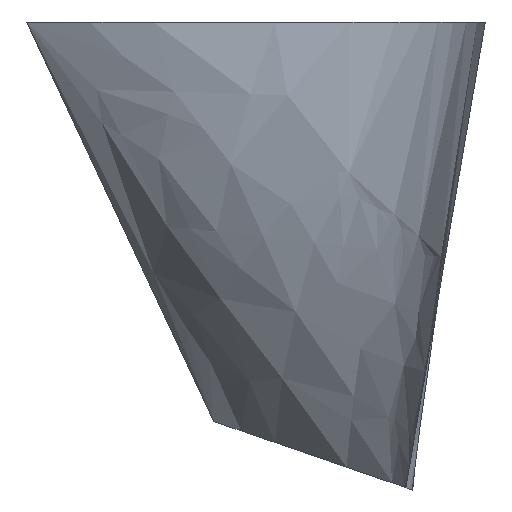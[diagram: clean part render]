
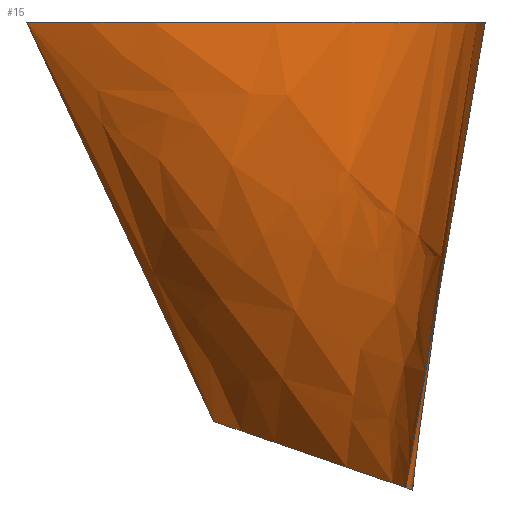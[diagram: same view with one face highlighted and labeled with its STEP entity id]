
A CAD part, front view. The second image highlights one B-rep face of the part: STEP entity #15.
In plain terms, the highlighted free-form (B-spline) face has degree [1, 3] with [2, 4] control points.
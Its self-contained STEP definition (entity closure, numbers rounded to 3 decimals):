
#15=ADVANCED_FACE('',(#16),#50,.T.);
#16=FACE_OUTER_BOUND('',#17,.T.);
#17=EDGE_LOOP('',(#18,#19,#20,#21));
#18=ORIENTED_EDGE('',*,*,#34,.T.);
#19=ORIENTED_EDGE('',*,*,#35,.T.);
#20=ORIENTED_EDGE('',*,*,#36,.T.);
#21=ORIENTED_EDGE('',*,*,#37,.T.);
#22=PCURVE('',#50,#26);
#23=PCURVE('',#50,#27);
#24=PCURVE('',#50,#28);
#25=PCURVE('',#50,#29);
#26=DEFINITIONAL_REPRESENTATION('',(#39),#110);
#27=DEFINITIONAL_REPRESENTATION('',(#41),#110);
#28=DEFINITIONAL_REPRESENTATION('',(#43),#110);
#29=DEFINITIONAL_REPRESENTATION('',(#45),#110);
#30=SURFACE_CURVE('',#38,(#22),.PCURVE_S1.);
#31=SURFACE_CURVE('',#40,(#23),.PCURVE_S1.);
#32=SURFACE_CURVE('',#42,(#24),.PCURVE_S1.);
#33=SURFACE_CURVE('',#44,(#25),.PCURVE_S1.);
#34=EDGE_CURVE('',#46,#47,#30,.T.);
#35=EDGE_CURVE('',#47,#48,#31,.T.);
#36=EDGE_CURVE('',#48,#49,#32,.T.);
#37=EDGE_CURVE('',#49,#46,#33,.T.);
#38=B_SPLINE_CURVE_WITH_KNOTS('',1,(#89,#90),.UNSPECIFIED.,.F.,.F.,(2,2),
(0.,1.),.UNSPECIFIED.);
#39=B_SPLINE_CURVE_WITH_KNOTS('',1,(#91,#92),.UNSPECIFIED.,.F.,.F.,(2,2),
(0.,1.),.UNSPECIFIED.);
#40=B_SPLINE_CURVE_WITH_KNOTS('',3,(#93,#94,#95,#96),.UNSPECIFIED.,.F.,
 .F.,(4,4),(0.,29.716),.UNSPECIFIED.);
#41=B_SPLINE_CURVE_WITH_KNOTS('',1,(#97,#98),.UNSPECIFIED.,.F.,.F.,(2,2),
(0.,29.716),.UNSPECIFIED.);
#42=B_SPLINE_CURVE_WITH_KNOTS('',1,(#99,#100),.UNSPECIFIED.,.F.,.F.,(2,
2),(-1.,0.),.UNSPECIFIED.);
#43=B_SPLINE_CURVE_WITH_KNOTS('',1,(#101,#102),.UNSPECIFIED.,.F.,.F.,(2,
2),(-1.,0.),.UNSPECIFIED.);
#44=B_SPLINE_CURVE_WITH_KNOTS('',3,(#103,#104,#105,#106),.UNSPECIFIED.,
 .F.,.F.,(4,4),(-29.716,0.),.UNSPECIFIED.);
#45=B_SPLINE_CURVE_WITH_KNOTS('',1,(#107,#108),.UNSPECIFIED.,.F.,.F.,(2,
2),(-29.716,0.),.UNSPECIFIED.);
#46=VERTEX_POINT('',#85);
#47=VERTEX_POINT('',#86);
#48=VERTEX_POINT('',#87);
#49=VERTEX_POINT('',#88);
#50=B_SPLINE_SURFACE_WITH_KNOTS('',1,3,((#77,#78,#79,#80),(#81,#82,#83,
#84)),.UNSPECIFIED.,.F.,.F.,.F.,(2,2),(4,4),(0.,1.),(0.,29.716),
 .UNSPECIFIED.);
#77=CARTESIAN_POINT('',(11.392,-5.954,-1.649));
#78=CARTESIAN_POINT('',(13.653,0.181,-2.428));
#79=CARTESIAN_POINT('',(4.618,6.369,0.683));
#80=CARTESIAN_POINT('',(1.454,17.629,1.773));
#81=CARTESIAN_POINT('',(15.495,8.938,22.429));
#82=CARTESIAN_POINT('',(13.097,15.07,22.429));
#83=CARTESIAN_POINT('',(1.876,13.146,22.429));
#84=CARTESIAN_POINT('',(-8.215,19.159,22.429));
#85=CARTESIAN_POINT('',(11.392,-5.954,-1.649));
#86=CARTESIAN_POINT('',(15.495,8.938,22.429));
#87=CARTESIAN_POINT('',(-8.215,19.159,22.429));
#88=CARTESIAN_POINT('',(1.454,17.629,1.773));
#89=CARTESIAN_POINT('',(11.392,-5.954,-1.649));
#90=CARTESIAN_POINT('',(15.495,8.938,22.429));
#91=CARTESIAN_POINT('',(0.,0.));
#92=CARTESIAN_POINT('',(1.,0.));
#93=CARTESIAN_POINT('',(15.495,8.938,22.429));
#94=CARTESIAN_POINT('',(13.097,15.07,22.429));
#95=CARTESIAN_POINT('',(1.876,13.146,22.429));
#96=CARTESIAN_POINT('',(-8.215,19.159,22.429));
#97=CARTESIAN_POINT('',(1.,0.));
#98=CARTESIAN_POINT('',(1.,29.716));
#99=CARTESIAN_POINT('',(-8.215,19.159,22.429));
#100=CARTESIAN_POINT('',(1.454,17.629,1.773));
#101=CARTESIAN_POINT('',(1.,29.716));
#102=CARTESIAN_POINT('',(0.,29.716));
#103=CARTESIAN_POINT('',(1.454,17.629,1.773));
#104=CARTESIAN_POINT('',(4.618,6.369,0.683));
#105=CARTESIAN_POINT('',(13.653,0.181,-2.428));
#106=CARTESIAN_POINT('',(11.392,-5.954,-1.649));
#107=CARTESIAN_POINT('',(0.,29.716));
#108=CARTESIAN_POINT('',(0.,0.));
#110=(
GEOMETRIC_REPRESENTATION_CONTEXT(2)
PARAMETRIC_REPRESENTATION_CONTEXT()
REPRESENTATION_CONTEXT('pspace','')
);
